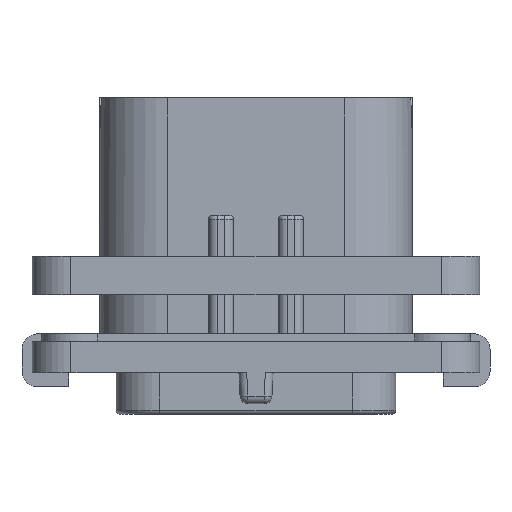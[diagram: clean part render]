
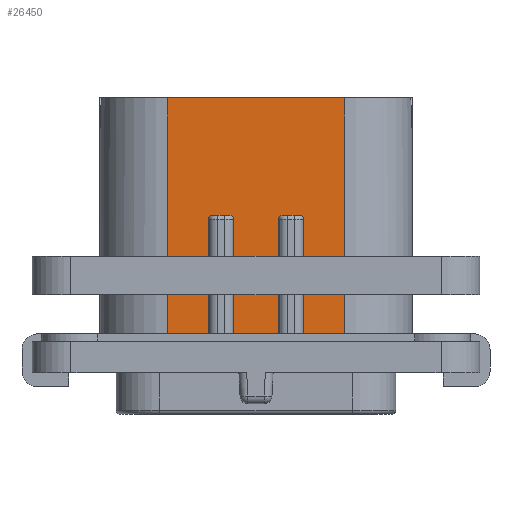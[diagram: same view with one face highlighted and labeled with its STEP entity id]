
A CAD part, front view. The second image highlights one B-rep face of the part: STEP entity #26450.
In plain terms, the highlighted planar face has unit normal (0, -1, 0).
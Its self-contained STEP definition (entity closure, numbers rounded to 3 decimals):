
#1330=DIRECTION('',(1.,0.,0.));
#1331=VECTOR('',#1330,11.4);
#1332=CARTESIAN_POINT('',(-5.7,-9.,17.67));
#1333=LINE('',#1332,#1331);
#5280=DIRECTION('',(1.,0.,0.));
#5281=VECTOR('',#5280,2.66);
#5282=CARTESIAN_POINT('',(-5.7,-9.,2.));
#5283=LINE('',#5282,#5281);
#5292=CARTESIAN_POINT('',(-2.79,-9.,9.87));
#5293=DIRECTION('',(0.,1.,0.));
#5294=DIRECTION('',(-1.,0.,0.));
#5295=AXIS2_PLACEMENT_3D('',#5292,#5293,#5294);
#5324=CARTESIAN_POINT('',(-1.69,-9.,9.87));
#5325=DIRECTION('',(0.,1.,0.));
#5326=DIRECTION('',(0.,0.,1.));
#5327=AXIS2_PLACEMENT_3D('',#5324,#5325,#5326);
#5337=DIRECTION('',(0.,0.,1.));
#5338=VECTOR('',#5337,7.87);
#5339=CARTESIAN_POINT('',(3.04,-9.,2.));
#5340=LINE('',#5339,#5338);
#5341=DIRECTION('',(1.,0.,0.));
#5342=VECTOR('',#5341,1.1);
#5343=CARTESIAN_POINT('',(1.69,-9.,10.12));
#5344=LINE('',#5343,#5342);
#5345=DIRECTION('',(0.,0.,1.));
#5346=VECTOR('',#5345,7.87);
#5347=CARTESIAN_POINT('',(1.44,-9.,2.));
#5348=LINE('',#5347,#5346);
#5349=DIRECTION('',(0.,0.,1.));
#5350=VECTOR('',#5349,7.87);
#5351=CARTESIAN_POINT('',(-1.44,-9.,2.));
#5352=LINE('',#5351,#5350);
#5353=DIRECTION('',(1.,0.,0.));
#5354=VECTOR('',#5353,1.1);
#5355=CARTESIAN_POINT('',(-2.79,-9.,10.12));
#5356=LINE('',#5355,#5354);
#5357=DIRECTION('',(0.,0.,1.));
#5358=VECTOR('',#5357,7.87);
#5359=CARTESIAN_POINT('',(-3.04,-9.,2.));
#5360=LINE('',#5359,#5358);
#5361=DIRECTION('',(0.,0.,-1.));
#5362=VECTOR('',#5361,15.67);
#5363=CARTESIAN_POINT('',(-5.7,-9.,17.67));
#5364=LINE('',#5363,#5362);
#5365=DIRECTION('',(0.,0.,-1.));
#5366=VECTOR('',#5365,15.67);
#5367=CARTESIAN_POINT('',(5.7,-9.,17.67));
#5368=LINE('',#5367,#5366);
#5382=CARTESIAN_POINT('',(2.79,-9.,9.87));
#5383=DIRECTION('',(0.,1.,0.));
#5384=DIRECTION('',(0.,0.,1.));
#5385=AXIS2_PLACEMENT_3D('',#5382,#5383,#5384);
#5424=CARTESIAN_POINT('',(1.69,-9.,9.87));
#5425=DIRECTION('',(0.,1.,0.));
#5426=DIRECTION('',(-1.,0.,0.));
#5427=AXIS2_PLACEMENT_3D('',#5424,#5425,#5426);
#5511=DIRECTION('',(1.,0.,0.));
#5512=VECTOR('',#5511,2.66);
#5513=CARTESIAN_POINT('',(3.04,-9.,2.));
#5514=LINE('',#5513,#5512);
#9616=DIRECTION('',(1.,0.,0.));
#9617=VECTOR('',#9616,2.88);
#9618=CARTESIAN_POINT('',(-1.44,-9.,2.));
#9619=LINE('',#9618,#9617);
#16405=CARTESIAN_POINT('',(-5.7,-9.,17.67));
#16406=CARTESIAN_POINT('',(-5.7,-9.,2.));
#16407=VERTEX_POINT('',#16405);
#16408=VERTEX_POINT('',#16406);
#16409=CARTESIAN_POINT('',(5.7,-9.,17.67));
#16410=CARTESIAN_POINT('',(5.7,-9.,2.));
#16411=VERTEX_POINT('',#16409);
#16412=VERTEX_POINT('',#16410);
#16567=CARTESIAN_POINT('',(-3.04,-9.,2.));
#16568=VERTEX_POINT('',#16567);
#16569=CARTESIAN_POINT('',(-1.44,-9.,2.));
#16570=CARTESIAN_POINT('',(1.44,-9.,2.));
#16571=VERTEX_POINT('',#16569);
#16572=VERTEX_POINT('',#16570);
#16573=CARTESIAN_POINT('',(3.04,-9.,2.));
#16574=VERTEX_POINT('',#16573);
#19032=CARTESIAN_POINT('',(-1.44,-9.,9.87));
#19034=VERTEX_POINT('',#19032);
#19036=CARTESIAN_POINT('',(-1.69,-9.,10.12));
#19038=VERTEX_POINT('',#19036);
#19059=CARTESIAN_POINT('',(-2.79,-9.,10.12));
#19060=VERTEX_POINT('',#19059);
#19061=CARTESIAN_POINT('',(-3.04,-9.,9.87));
#19062=VERTEX_POINT('',#19061);
#19064=CARTESIAN_POINT('',(3.04,-9.,9.87));
#19066=VERTEX_POINT('',#19064);
#19068=CARTESIAN_POINT('',(2.79,-9.,10.12));
#19070=VERTEX_POINT('',#19068);
#19071=CARTESIAN_POINT('',(1.69,-9.,10.12));
#19073=VERTEX_POINT('',#19071);
#19075=CARTESIAN_POINT('',(1.44,-9.,9.87));
#19077=VERTEX_POINT('',#19075);
#26420=CARTESIAN_POINT('',(-10.05,-9.,2.));
#26421=DIRECTION('',(0.,-1.,0.));
#26422=DIRECTION('',(1.,0.,0.));
#26423=AXIS2_PLACEMENT_3D('',#26420,#26421,#26422);
#26424=PLANE('',#26423);
#26426=ORIENTED_EDGE('',*,*,#26425,.T.);
#26428=ORIENTED_EDGE('',*,*,#26427,.F.);
#26430=ORIENTED_EDGE('',*,*,#26429,.F.);
#26432=ORIENTED_EDGE('',*,*,#26431,.F.);
#26434=ORIENTED_EDGE('',*,*,#26433,.F.);
#26436=ORIENTED_EDGE('',*,*,#26435,.F.);
#26437=ORIENTED_EDGE('',*,*,#26411,.T.);
#26438=ORIENTED_EDGE('',*,*,#26400,.F.);
#26439=ORIENTED_EDGE('',*,*,#26385,.F.);
#26440=ORIENTED_EDGE('',*,*,#26366,.F.);
#26441=ORIENTED_EDGE('',*,*,#26351,.F.);
#26442=ORIENTED_EDGE('',*,*,#26336,.F.);
#26443=ORIENTED_EDGE('',*,*,#20773,.F.);
#26444=ORIENTED_EDGE('',*,*,#20958,.T.);
#26445=ORIENTED_EDGE('',*,*,#21218,.T.);
#26447=ORIENTED_EDGE('',*,*,#26446,.F.);
#26448=EDGE_LOOP('',(#26426,#26428,#26430,#26432,#26434,#26436,#26437,#26438,
#26439,#26440,#26441,#26442,#26443,#26444,#26445,#26447));
#26449=FACE_OUTER_BOUND('',#26448,.F.);
#26450=ADVANCED_FACE('',(#26449),#26424,.T.);
#5296=CIRCLE('',#5295,0.25);
#5328=CIRCLE('',#5327,0.25);
#5386=CIRCLE('',#5385,0.25);
#5428=CIRCLE('',#5427,0.25);
#20773=EDGE_CURVE('',#16407,#16408,#5364,.T.);
#20958=EDGE_CURVE('',#16407,#16411,#1333,.T.);
#21218=EDGE_CURVE('',#16411,#16412,#5368,.T.);
#26336=EDGE_CURVE('',#16408,#16568,#5283,.T.);
#26351=EDGE_CURVE('',#16568,#19062,#5360,.T.);
#26366=EDGE_CURVE('',#19062,#19060,#5296,.T.);
#26385=EDGE_CURVE('',#19060,#19038,#5356,.T.);
#26400=EDGE_CURVE('',#19038,#19034,#5328,.T.);
#26411=EDGE_CURVE('',#16571,#19034,#5352,.T.);
#26425=EDGE_CURVE('',#16574,#19066,#5340,.T.);
#26427=EDGE_CURVE('',#19070,#19066,#5386,.T.);
#26429=EDGE_CURVE('',#19073,#19070,#5344,.T.);
#26431=EDGE_CURVE('',#19077,#19073,#5428,.T.);
#26433=EDGE_CURVE('',#16572,#19077,#5348,.T.);
#26435=EDGE_CURVE('',#16571,#16572,#9619,.T.);
#26446=EDGE_CURVE('',#16574,#16412,#5514,.T.);
